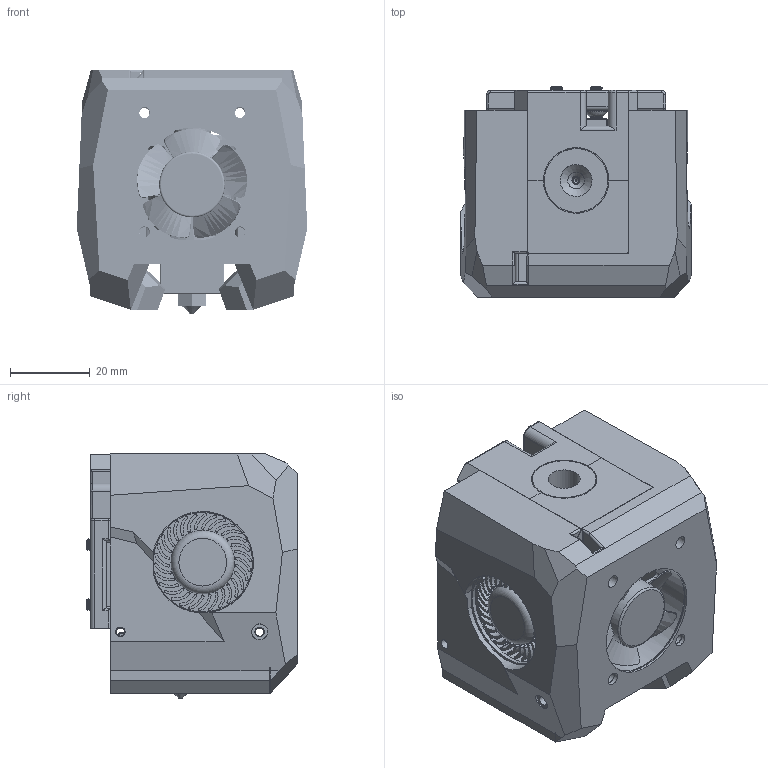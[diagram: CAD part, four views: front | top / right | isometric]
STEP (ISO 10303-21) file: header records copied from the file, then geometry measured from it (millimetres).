
FILE_DESCRIPTION(/* description */ (''),/* implementation_level */ '2;1');
FILE_NAME(/* name */ 'MiniSB Bowden - Rook.step',/* time_stamp */ '2023-06-28T07:04:01-04:00',/* author */ (''),/* organization */ (''),/* preprocessor_version */ 'ST-DEVELOPER v19.2',/* originating_system */ 'Autodesk Translation Framework v12.6.0.85',/* authorisation */ '');
FILE_SCHEMA (('AUTOMOTIVE_DESIGN { 1 0 10303 214 3 1 1 }'));
Products named in the file (20): MiniSB v4 - Rook; Mini Stealthburner; Printed Parts (12); Front Cowling; Front Cowling (1); 4010 Ducts - Tri-Vane (2); 4010 Ducts - Tri-Vane (5); fans 4010; L fan; Hotend Mounts; E3D V6; 3010 Fan (1); e3d v6_1; e3d nozzle (0.4); e3d heaterblock; e3d heat break; e3d heatsink; fanduct; 94500A221_316 Stainless Steel Button Head Hex Drive Screws; Threaded insert M3 Short
Assembly tree (28 placements, depth 5):
  MiniSB v4 - Rook
    Mini Stealthburner
      Printed Parts (12)
        Front Cowling
          Front Cowling (1)
      4010 Ducts - Tri-Vane (2)
        4010 Ducts - Tri-Vane (5)
      fans 4010
        L fan  x2
      Hotend Mounts
        E3D V6
      3010 Fan (1)
    e3d v6_1
      e3d nozzle (0.4)
      e3d heaterblock
      e3d heat break
      e3d heatsink
      fanduct
    Threaded insert M3 Short  x6
    94500A221_316 Stainless Steel Button Head Hex Drive Screws  x4
Bounding box: 57.95 x 53 x 61.34 mm (x, y, z)
Volume: 81807.7 mm3; surface area: 80428.2 mm2
Topology: 22 solids, 22 shells, 2546 faces, 6745 edges, 4398 vertices
Faces by surface type: plane 1380, cylinder 989, bspline 73, cone 47, torus 47, sphere 10
Full cylindrical faces by diameter (mm): 0.4 x1, 1.5 x2, 2 x2, 2.2 x4, 2.26 x4, 2.35 x48, 2.4 x4, 2.44 x2, 2.5 x6, 2.529 x24, 2.8 x1, 3 x51, 3.086 x12, 3.2 x8, 3.74 x6, 3.8 x2, 4 x2, 4.1 x4, 4.2 x2, 5 x1, 5.7 x4, 6 x4, 7 x2, 8 x1, 9.38 x2, 9.642 x1, 9.904 x1, 10.166 x1, 10.428 x1, 10.69 x1
Entity records: 47564 total; most frequent: CARTESIAN_POINT 13617, DIRECTION 7024, ORIENTED_EDGE 6984, EDGE_CURVE 3492, AXIS2_PLACEMENT_3D 2485, VERTEX_POINT 2249, LINE 2054, VECTOR 2054
